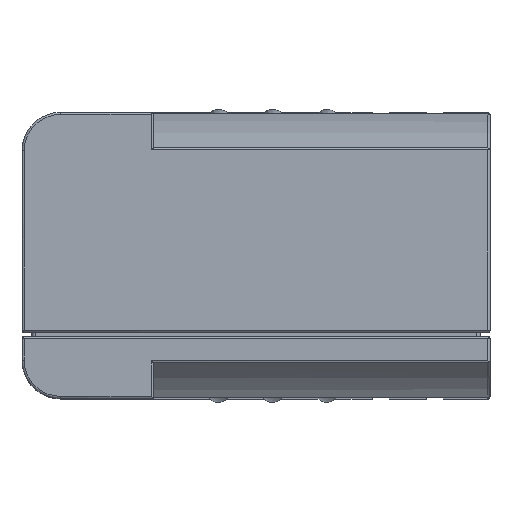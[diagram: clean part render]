
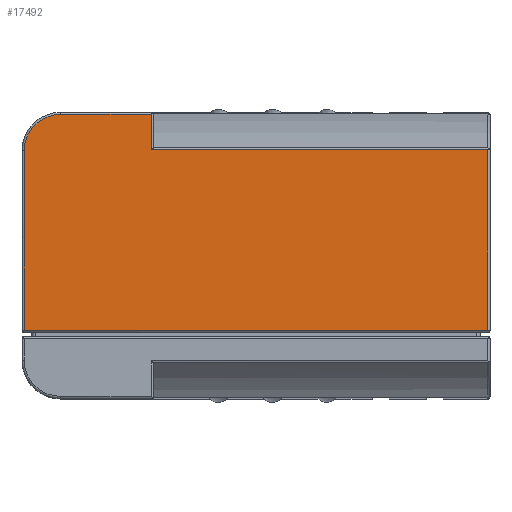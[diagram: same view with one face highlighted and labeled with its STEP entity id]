
A CAD part, top view. The second image highlights one B-rep face of the part: STEP entity #17492.
In plain terms, the highlighted planar face has unit normal (0, 0, 1).
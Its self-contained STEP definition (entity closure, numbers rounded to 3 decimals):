
#17428=CARTESIAN_POINT('',(-12.695,-4.005,16.5));
#17429=DIRECTION('',(0.0,0.0,1.0));
#17430=DIRECTION('',(0.0,1.0,0.0));
#17431=AXIS2_PLACEMENT_3D('',#17428,#17429,#17430);
#17432=PLANE('',#17431);
#17433=CARTESIAN_POINT('',(-11.61,-3.5,16.5));
#17434=VERTEX_POINT('',#17433);
#17435=CARTESIAN_POINT('',(10.1,-3.5,16.5));
#17436=VERTEX_POINT('',#17435);
#17437=CARTESIAN_POINT('',(-11.61,-3.5,16.5));
#17438=DIRECTION('',(1.0,0.0,0.0));
#17439=VECTOR('',#17438,21.71);
#17440=LINE('',#17437,#17439);
#17441=EDGE_CURVE('',#17434,#17436,#17440,.T.);
#17442=ORIENTED_EDGE('',*,*,#17441,.T.);
#17443=CARTESIAN_POINT('',(10.1,4.943,16.5));
#17444=VERTEX_POINT('',#17443);
#17445=CARTESIAN_POINT('',(10.1,4.943,16.5));
#17446=DIRECTION('',(0.0,-1.0,0.0));
#17447=VECTOR('',#17446,8.443);
#17448=LINE('',#17445,#17447);
#17449=EDGE_CURVE('',#17444,#17436,#17448,.T.);
#17450=ORIENTED_EDGE('',*,*,#17449,.F.);
#17451=CARTESIAN_POINT('',(-5.65,4.943,16.5));
#17452=VERTEX_POINT('',#17451);
#17453=CARTESIAN_POINT('',(-5.65,4.943,16.5));
#17454=DIRECTION('',(1.0,0.0,0.0));
#17455=VECTOR('',#17454,15.75);
#17456=LINE('',#17453,#17455);
#17457=EDGE_CURVE('',#17452,#17444,#17456,.T.);
#17458=ORIENTED_EDGE('',*,*,#17457,.F.);
#17459=CARTESIAN_POINT('',(-5.65,6.6,16.5));
#17460=VERTEX_POINT('',#17459);
#17461=CARTESIAN_POINT('',(-5.65,4.943,16.5));
#17462=DIRECTION('',(0.0,1.0,0.0));
#17463=VECTOR('',#17462,1.657);
#17464=LINE('',#17461,#17463);
#17465=EDGE_CURVE('',#17452,#17460,#17464,.T.);
#17466=ORIENTED_EDGE('',*,*,#17465,.T.);
#17467=CARTESIAN_POINT('',(-9.91,6.6,16.5));
#17468=VERTEX_POINT('',#17467);
#17469=CARTESIAN_POINT('',(-9.91,6.6,16.5));
#17470=DIRECTION('',(1.0,0.0,0.0));
#17471=VECTOR('',#17470,4.26);
#17472=LINE('',#17469,#17471);
#17473=EDGE_CURVE('',#17468,#17460,#17472,.T.);
#17474=ORIENTED_EDGE('',*,*,#17473,.F.);
#17475=CARTESIAN_POINT('',(-11.61,4.9,16.5));
#17476=VERTEX_POINT('',#17475);
#17477=CARTESIAN_POINT('',(-9.91,4.9,16.5));
#17478=DIRECTION('',(0.0,0.0,1.0));
#17479=DIRECTION('',(1.0,0.0,0.0));
#17480=AXIS2_PLACEMENT_3D('',#17477,#17478,#17479);
#17481=CIRCLE('',#17480,1.7);
#17482=EDGE_CURVE('',#17468,#17476,#17481,.T.);
#17483=ORIENTED_EDGE('',*,*,#17482,.T.);
#17484=CARTESIAN_POINT('',(-11.61,4.9,16.5));
#17485=DIRECTION('',(0.0,-1.0,0.0));
#17486=VECTOR('',#17485,8.4);
#17487=LINE('',#17484,#17486);
#17488=EDGE_CURVE('',#17476,#17434,#17487,.T.);
#17489=ORIENTED_EDGE('',*,*,#17488,.T.);
#17490=EDGE_LOOP('',(#17442,#17450,#17458,#17466,#17474,#17483,#17489));
#17491=FACE_OUTER_BOUND('',#17490,.T.);
#17492=ADVANCED_FACE('',(#17491),#17432,.T.);
